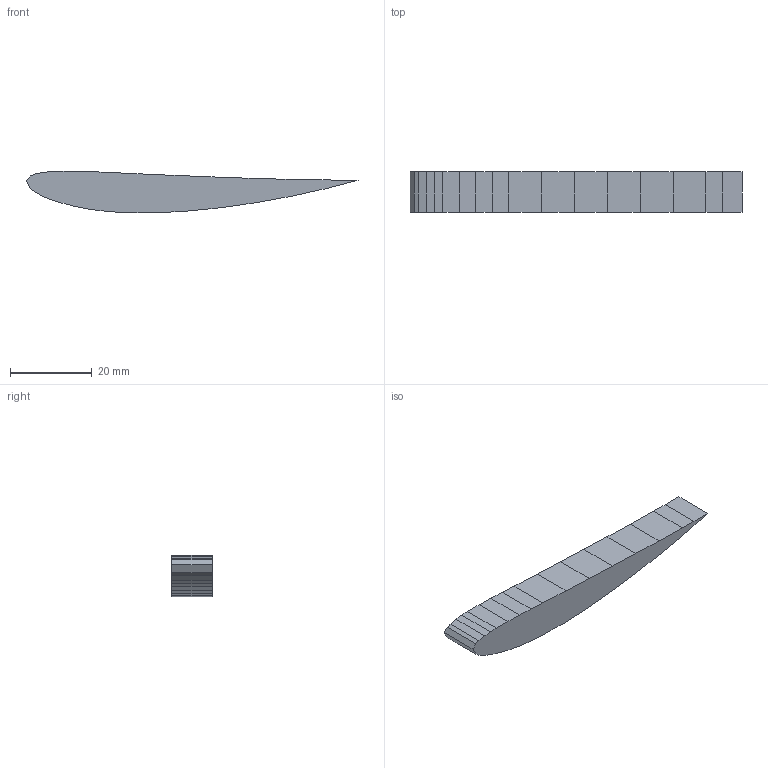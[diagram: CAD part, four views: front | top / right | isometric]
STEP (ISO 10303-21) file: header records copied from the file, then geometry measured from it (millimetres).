
FILE_DESCRIPTION(/* description */ (''),/* implementation_level */ '2;1');
FILE_NAME(/* name */ 'NACA 4412 v1.step',/* time_stamp */ '2025-07-16T17:23:32-04:00',/* author */ (''),/* organization */ (''),/* preprocessor_version */ 'ST-DEVELOPER v20.1',/* originating_system */ 'Autodesk Translation Framework v14.10.0.0',/* authorisation */ '');
FILE_SCHEMA (('AUTOMOTIVE_DESIGN { 1 0 10303 214 3 1 1 }'));
Length unit declared in the file: millimetre
Products named in the file (1): NACA 4412
Bounding box: 81.29 x 10 x 10.21 mm (x, y, z)
Volume: 5325.7 mm3; surface area: 2728 mm2
Topology: 1 solids, 1 shells, 36 faces, 102 edges, 68 vertices
Faces by surface type: plane 36
Entity records: 1179 total; most frequent: CARTESIAN_POINT 207, ORIENTED_EDGE 204, DIRECTION 176, LINE 102, VECTOR 102, EDGE_CURVE 102, VERTEX_POINT 68, AXIS2_PLACEMENT_3D 37
